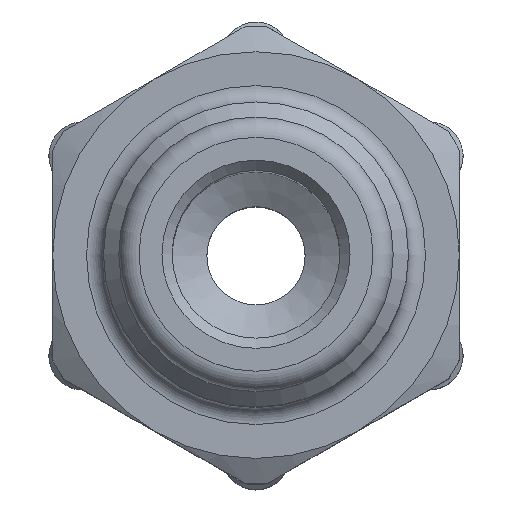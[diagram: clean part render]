
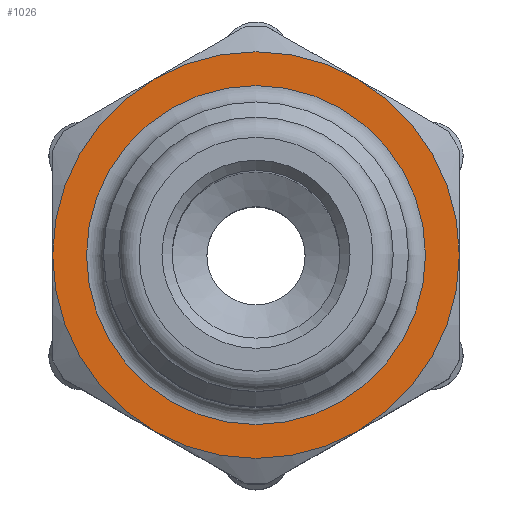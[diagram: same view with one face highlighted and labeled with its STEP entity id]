
A CAD part, top view. The second image highlights one B-rep face of the part: STEP entity #1026.
In plain terms, the highlighted planar face has unit normal (0, 0, 1).
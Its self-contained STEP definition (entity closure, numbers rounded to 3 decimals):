
#30=PLANE('',#1153);
#124=CIRCLE('',#1088,6.);
#125=CIRCLE('',#1090,6.);
#128=CIRCLE('',#1094,6.);
#129=CIRCLE('',#1096,6.);
#131=CIRCLE('',#1099,6.);
#133=CIRCLE('',#1102,6.);
#159=CIRCLE('',#1152,5.);
#294=ORIENTED_EDGE('',*,*,#479,.F.);
#295=ORIENTED_EDGE('',*,*,#473,.F.);
#296=ORIENTED_EDGE('',*,*,#471,.F.);
#297=ORIENTED_EDGE('',*,*,#489,.F.);
#298=ORIENTED_EDGE('',*,*,#485,.F.);
#299=ORIENTED_EDGE('',*,*,#481,.F.);
#300=ORIENTED_EDGE('',*,*,#540,.T.);
#471=EDGE_CURVE('',#606,#604,#124,.T.);
#473=EDGE_CURVE('',#604,#608,#125,.T.);
#479=EDGE_CURVE('',#608,#611,#128,.T.);
#481=EDGE_CURVE('',#611,#614,#129,.T.);
#485=EDGE_CURVE('',#614,#617,#131,.T.);
#489=EDGE_CURVE('',#617,#606,#133,.T.);
#540=EDGE_CURVE('',#651,#651,#159,.T.);
#604=VERTEX_POINT('',#1575);
#606=VERTEX_POINT('',#1582);
#608=VERTEX_POINT('',#1591);
#611=VERTEX_POINT('',#1604);
#614=VERTEX_POINT('',#1619);
#617=VERTEX_POINT('',#1633);
#651=VERTEX_POINT('',#1792);
#780=EDGE_LOOP('',(#294,#295,#296,#297,#298,#299));
#781=EDGE_LOOP('',(#300));
#898=FACE_BOUND('',#780,.T.);
#899=FACE_BOUND('',#781,.T.);
#1026=ADVANCED_FACE('',(#898,#899),#30,.F.);
#1088=AXIS2_PLACEMENT_3D('',#1583,#1244,#1245);
#1090=AXIS2_PLACEMENT_3D('',#1590,#1248,#1249);
#1094=AXIS2_PLACEMENT_3D('',#1611,#1256,#1257);
#1096=AXIS2_PLACEMENT_3D('',#1618,#1260,#1261);
#1099=AXIS2_PLACEMENT_3D('',#1632,#1266,#1267);
#1102=AXIS2_PLACEMENT_3D('',#1646,#1272,#1273);
#1152=AXIS2_PLACEMENT_3D('',#1791,#1384,#1385);
#1153=AXIS2_PLACEMENT_3D('',#1793,#1386,#1387);
#1244=DIRECTION('',(0.,0.,-1.));
#1245=DIRECTION('',(-1.,0.,0.));
#1248=DIRECTION('',(0.,0.,-1.));
#1249=DIRECTION('',(-1.,0.,0.));
#1256=DIRECTION('',(0.,0.,-1.));
#1257=DIRECTION('',(-1.,0.,0.));
#1260=DIRECTION('',(0.,0.,-1.));
#1261=DIRECTION('',(-1.,0.,0.));
#1266=DIRECTION('',(0.,0.,-1.));
#1267=DIRECTION('',(-1.,0.,0.));
#1272=DIRECTION('',(0.,0.,-1.));
#1273=DIRECTION('',(-1.,0.,0.));
#1384=DIRECTION('',(0.,0.,-1.));
#1385=DIRECTION('',(-1.,0.,0.));
#1386=DIRECTION('',(0.,0.,-1.));
#1387=DIRECTION('',(-1.,0.,0.));
#1575=CARTESIAN_POINT('',(-6.,0.,20.4));
#1582=CARTESIAN_POINT('',(-3.,-5.196,20.4));
#1583=CARTESIAN_POINT('',(0.,0.,20.4));
#1590=CARTESIAN_POINT('',(0.,0.,20.4));
#1591=CARTESIAN_POINT('',(-3.,5.196,20.4));
#1604=CARTESIAN_POINT('',(3.,5.196,20.4));
#1611=CARTESIAN_POINT('',(0.,0.,20.4));
#1618=CARTESIAN_POINT('',(0.,0.,20.4));
#1619=CARTESIAN_POINT('',(6.,0.,20.4));
#1632=CARTESIAN_POINT('',(0.,0.,20.4));
#1633=CARTESIAN_POINT('',(3.,-5.196,20.4));
#1646=CARTESIAN_POINT('',(0.,0.,20.4));
#1791=CARTESIAN_POINT('',(0.,0.,20.4));
#1792=CARTESIAN_POINT('',(-5.,0.,20.4));
#1793=CARTESIAN_POINT('',(0.,5.,20.4));
